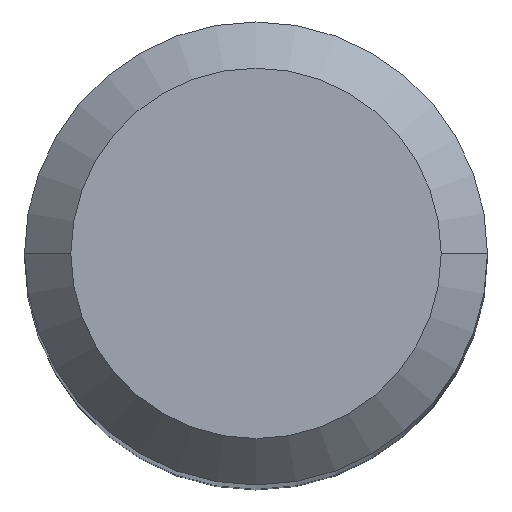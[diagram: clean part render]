
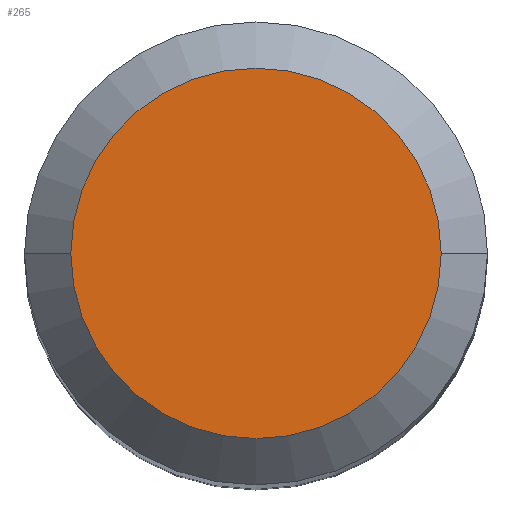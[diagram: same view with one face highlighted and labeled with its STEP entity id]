
A CAD part, top view. The second image highlights one B-rep face of the part: STEP entity #265.
In plain terms, the highlighted planar face has unit normal (0, 0, 1).
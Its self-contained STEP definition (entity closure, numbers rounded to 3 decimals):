
#18 = PLANE ( 'NONE',  #147 ) ;
#28 = EDGE_LOOP ( 'NONE', ( #303, #98 ) ) ;
#32 = DIRECTION ( 'NONE',  ( 1., 0., 0. ) ) ;
#39 = DIRECTION ( 'NONE',  ( 1., 0., 0. ) ) ;
#43 = CARTESIAN_POINT ( 'NONE',  ( 0., 0., 38. ) ) ;
#44 = EDGE_CURVE ( 'NONE', #249, #276, #218, .T. ) ;
#48 = AXIS2_PLACEMENT_3D ( 'NONE', #60, #64, #233 ) ;
#60 = CARTESIAN_POINT ( 'NONE',  ( 0., 0., 38. ) ) ;
#64 = DIRECTION ( 'NONE',  ( 0., 0., 1. ) ) ;
#65 = FACE_OUTER_BOUND ( 'NONE', #28, .T. ) ;
#67 = CIRCLE ( 'NONE', #244, 2.4 ) ;
#83 = DIRECTION ( 'NONE',  ( 0., 0., 1. ) ) ;
#92 = CARTESIAN_POINT ( 'NONE',  ( 2.4, 0., 38. ) ) ;
#98 = ORIENTED_EDGE ( 'NONE', *, *, #44, .T. ) ;
#107 = CARTESIAN_POINT ( 'NONE',  ( 0., 0., 38. ) ) ;
#115 = CARTESIAN_POINT ( 'NONE',  ( -2.4, 0., 38. ) ) ;
#147 = AXIS2_PLACEMENT_3D ( 'NONE', #43, #259, #39 ) ;
#158 = EDGE_CURVE ( 'NONE', #276, #249, #67, .T. ) ;
#218 = CIRCLE ( 'NONE', #48, 2.4 ) ;
#233 = DIRECTION ( 'NONE',  ( 1., 0., 0. ) ) ;
#244 = AXIS2_PLACEMENT_3D ( 'NONE', #107, #83, #32 ) ;
#249 = VERTEX_POINT ( 'NONE', #92 ) ;
#259 = DIRECTION ( 'NONE',  ( 0., 0., 1. ) ) ;
#265 = ADVANCED_FACE ( 'NONE', ( #65 ), #18, .T. ) ;
#276 = VERTEX_POINT ( 'NONE', #115 ) ;
#303 = ORIENTED_EDGE ( 'NONE', *, *, #158, .T. ) ;
